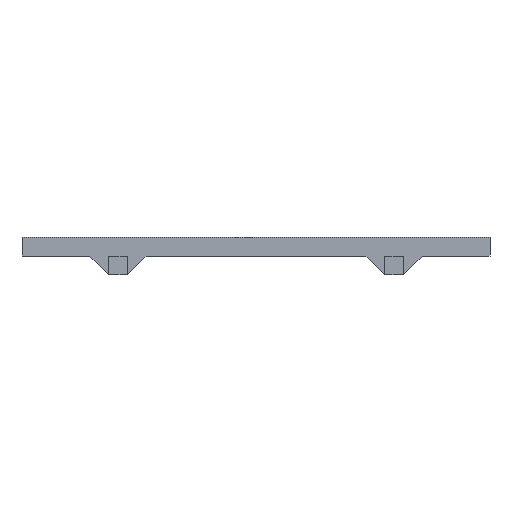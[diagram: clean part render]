
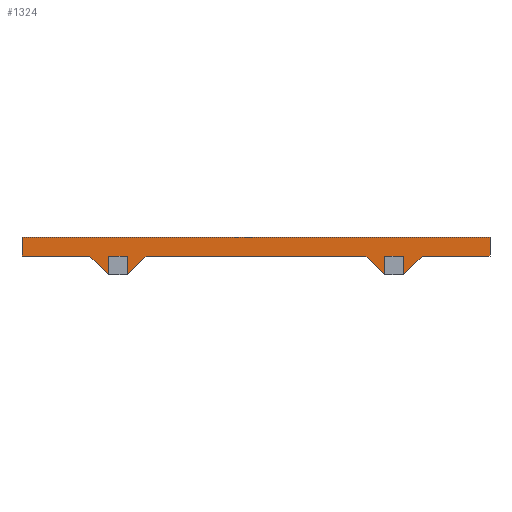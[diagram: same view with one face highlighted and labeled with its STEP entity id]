
A CAD part, left-side view. The second image highlights one B-rep face of the part: STEP entity #1324.
In plain terms, the highlighted planar face has unit normal (-1, 0, 0).
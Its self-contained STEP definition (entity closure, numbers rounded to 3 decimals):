
#92=PLANE('',#1450);
#172=FACE_OUTER_BOUND('',#268,.T.);
#268=EDGE_LOOP('',(#1207,#1208,#1209,#1210,#1211,#1212,#1213,#1214,#1215,
#1216,#1217,#1218,#1219,#1220,#1221,#1222));
#311=LINE('',#1989,#455);
#315=LINE('',#1996,#459);
#319=LINE('',#2005,#463);
#323=LINE('',#2012,#467);
#341=LINE('',#2049,#485);
#343=LINE('',#2053,#487);
#361=LINE('',#2090,#505);
#363=LINE('',#2094,#507);
#367=LINE('',#2101,#511);
#380=LINE('',#2124,#524);
#382=LINE('',#2128,#526);
#389=LINE('',#2139,#533);
#406=LINE('',#2174,#550);
#411=LINE('',#2184,#555);
#412=LINE('',#2187,#556);
#413=LINE('',#2188,#557);
#455=VECTOR('',#1637,10.);
#459=VECTOR('',#1643,10.);
#463=VECTOR('',#1649,10.);
#467=VECTOR('',#1655,10.);
#485=VECTOR('',#1681,10.);
#487=VECTOR('',#1685,10.);
#505=VECTOR('',#1711,10.);
#507=VECTOR('',#1715,10.);
#511=VECTOR('',#1721,10.);
#524=VECTOR('',#1750,10.);
#526=VECTOR('',#1754,10.);
#533=VECTOR('',#1767,10.);
#550=VECTOR('',#1804,10.);
#555=VECTOR('',#1813,10.);
#556=VECTOR('',#1816,10.);
#557=VECTOR('',#1817,10.);
#643=VERTEX_POINT('',#1987);
#644=VERTEX_POINT('',#1988);
#646=VERTEX_POINT('',#1995);
#649=VERTEX_POINT('',#2003);
#650=VERTEX_POINT('',#2004);
#652=VERTEX_POINT('',#2011);
#666=VERTEX_POINT('',#2046);
#667=VERTEX_POINT('',#2048);
#668=VERTEX_POINT('',#2052);
#682=VERTEX_POINT('',#2087);
#683=VERTEX_POINT('',#2089);
#684=VERTEX_POINT('',#2093);
#689=VERTEX_POINT('',#2127);
#698=VERTEX_POINT('',#2172);
#701=VERTEX_POINT('',#2182);
#702=VERTEX_POINT('',#2186);
#775=EDGE_CURVE('',#643,#644,#311,.T.);
#779=EDGE_CURVE('',#646,#643,#315,.T.);
#783=EDGE_CURVE('',#649,#650,#319,.T.);
#787=EDGE_CURVE('',#652,#649,#323,.T.);
#805=EDGE_CURVE('',#667,#666,#341,.F.);
#807=EDGE_CURVE('',#667,#668,#343,.T.);
#825=EDGE_CURVE('',#683,#682,#361,.F.);
#827=EDGE_CURVE('',#683,#684,#363,.T.);
#831=EDGE_CURVE('',#646,#668,#367,.T.);
#844=EDGE_CURVE('',#666,#650,#380,.T.);
#846=EDGE_CURVE('',#689,#644,#382,.T.);
#853=EDGE_CURVE('',#652,#684,#389,.T.);
#870=EDGE_CURVE('',#682,#698,#406,.T.);
#875=EDGE_CURVE('',#698,#701,#411,.T.);
#876=EDGE_CURVE('',#702,#701,#412,.T.);
#877=EDGE_CURVE('',#689,#702,#413,.T.);
#1207=ORIENTED_EDGE('',*,*,#846,.T.);
#1208=ORIENTED_EDGE('',*,*,#775,.F.);
#1209=ORIENTED_EDGE('',*,*,#779,.F.);
#1210=ORIENTED_EDGE('',*,*,#831,.T.);
#1211=ORIENTED_EDGE('',*,*,#807,.F.);
#1212=ORIENTED_EDGE('',*,*,#805,.T.);
#1213=ORIENTED_EDGE('',*,*,#844,.T.);
#1214=ORIENTED_EDGE('',*,*,#783,.F.);
#1215=ORIENTED_EDGE('',*,*,#787,.F.);
#1216=ORIENTED_EDGE('',*,*,#853,.T.);
#1217=ORIENTED_EDGE('',*,*,#827,.F.);
#1218=ORIENTED_EDGE('',*,*,#825,.T.);
#1219=ORIENTED_EDGE('',*,*,#870,.T.);
#1220=ORIENTED_EDGE('',*,*,#875,.T.);
#1221=ORIENTED_EDGE('',*,*,#876,.F.);
#1222=ORIENTED_EDGE('',*,*,#877,.F.);
#1324=ADVANCED_FACE('',(#172),#92,.T.);
#1450=AXIS2_PLACEMENT_3D('',#2185,#1814,#1815);
#1637=DIRECTION('',(0.,0.707,0.707));
#1643=DIRECTION('',(0.,0.,-1.));
#1649=DIRECTION('',(0.,0.707,0.707));
#1655=DIRECTION('',(0.,0.,-1.));
#1681=DIRECTION('',(0.,0.707,-0.707));
#1685=DIRECTION('',(0.,0.,1.));
#1711=DIRECTION('',(0.,0.707,-0.707));
#1715=DIRECTION('',(0.,0.,1.));
#1721=DIRECTION('',(0.,-1.,0.));
#1750=DIRECTION('',(0.,-1.,0.));
#1754=DIRECTION('',(0.,-1.,0.));
#1767=DIRECTION('',(0.,-1.,0.));
#1804=DIRECTION('',(0.,-1.,0.));
#1813=DIRECTION('',(0.,0.,1.));
#1814=DIRECTION('center_axis',(-1.,0.,0.));
#1815=DIRECTION('ref_axis',(0.,-1.,0.));
#1816=DIRECTION('',(0.,-1.,0.));
#1817=DIRECTION('',(0.,0.,1.));
#1987=CARTESIAN_POINT('',(-130.,157.5,-20.));
#1988=CARTESIAN_POINT('',(-130.,177.5,0.));
#1989=CARTESIAN_POINT('',(-130.,190.625,13.125));
#1995=CARTESIAN_POINT('',(-130.,157.5,0.));
#1996=CARTESIAN_POINT('',(-130.,157.5,0.));
#2003=CARTESIAN_POINT('',(-130.,-137.5,-20.));
#2004=CARTESIAN_POINT('',(-130.,-117.5,0.));
#2005=CARTESIAN_POINT('',(-130.,-30.625,86.875));
#2011=CARTESIAN_POINT('',(-130.,-137.5,0.));
#2012=CARTESIAN_POINT('',(-130.,-137.5,0.));
#2046=CARTESIAN_POINT('',(-130.,117.5,0.));
#2048=CARTESIAN_POINT('',(-130.,137.5,-20.));
#2049=CARTESIAN_POINT('',(-130.,155.625,-38.125));
#2052=CARTESIAN_POINT('',(-130.,137.5,0.));
#2053=CARTESIAN_POINT('',(-130.,137.5,0.));
#2087=CARTESIAN_POINT('',(-130.,-177.5,0.));
#2089=CARTESIAN_POINT('',(-130.,-157.5,-20.));
#2090=CARTESIAN_POINT('',(-130.,-65.625,-111.875));
#2093=CARTESIAN_POINT('',(-130.,-157.5,0.));
#2094=CARTESIAN_POINT('',(-130.,-157.5,0.));
#2101=CARTESIAN_POINT('',(-130.,250.,0.));
#2124=CARTESIAN_POINT('',(-130.,250.,0.));
#2127=CARTESIAN_POINT('',(-130.,250.,0.));
#2128=CARTESIAN_POINT('',(-130.,250.,0.));
#2139=CARTESIAN_POINT('',(-130.,250.,0.));
#2172=CARTESIAN_POINT('',(-130.,-250.,0.));
#2174=CARTESIAN_POINT('',(-130.,250.,0.));
#2182=CARTESIAN_POINT('',(-130.,-250.,20.));
#2184=CARTESIAN_POINT('',(-130.,-250.,0.));
#2185=CARTESIAN_POINT('Origin',(-130.,250.,0.));
#2186=CARTESIAN_POINT('',(-130.,250.,20.));
#2187=CARTESIAN_POINT('',(-130.,250.,20.));
#2188=CARTESIAN_POINT('',(-130.,250.,0.));
